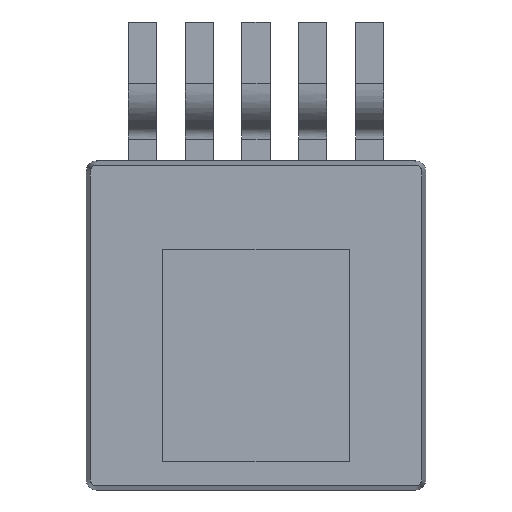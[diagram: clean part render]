
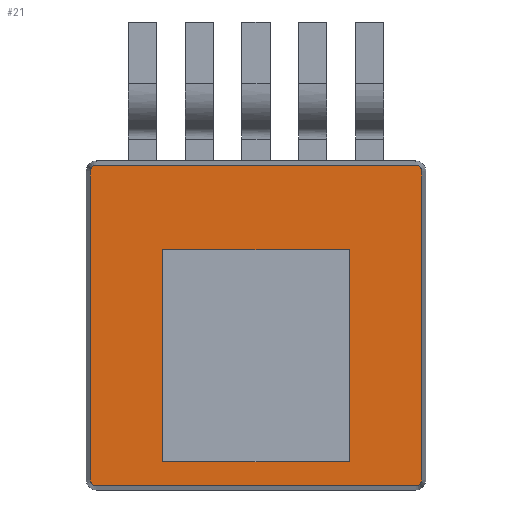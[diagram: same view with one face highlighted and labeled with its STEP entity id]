
A CAD part, front view. The second image highlights one B-rep face of the part: STEP entity #21.
In plain terms, the highlighted planar face has unit normal (0, -1, 0).
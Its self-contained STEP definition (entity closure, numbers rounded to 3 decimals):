
#21 = ADVANCED_FACE ( 'NONE', ( #1002, #1001 ), #949, .F. ) ;
#22 = EDGE_LOOP ( 'NONE', ( #23, #41, #33, #36 ) ) ;
#23 = ORIENTED_EDGE ( 'NONE', *, *, #38, .T. ) ;
#33 = ORIENTED_EDGE ( 'NONE', *, *, #34, .T. ) ;
#34 = EDGE_CURVE ( 'NONE', #43, #35, #928, .T. ) ;
#35 = VERTEX_POINT ( 'NONE', #924 ) ;
#36 = ORIENTED_EDGE ( 'NONE', *, *, #405, .T. ) ;
#38 = EDGE_CURVE ( 'NONE', #39, #40, #827, .T. ) ;
#39 = VERTEX_POINT ( 'NONE', #819 ) ;
#40 = VERTEX_POINT ( 'NONE', #818 ) ;
#41 = ORIENTED_EDGE ( 'NONE', *, *, #42, .T. ) ;
#42 = EDGE_CURVE ( 'NONE', #40, #43, #817, .T. ) ;
#43 = VERTEX_POINT ( 'NONE', #813 ) ;
#240 = VERTEX_POINT ( 'NONE', #1598 ) ;
#241 = EDGE_CURVE ( 'NONE', #240, #242, #1597, .T. ) ;
#242 = VERTEX_POINT ( 'NONE', #1593 ) ;
#243 = VERTEX_POINT ( 'NONE', #1592 ) ;
#244 = ORIENTED_EDGE ( 'NONE', *, *, #245, .T. ) ;
#245 = EDGE_CURVE ( 'NONE', #243, #246, #1591, .T. ) ;
#246 = VERTEX_POINT ( 'NONE', #1587 ) ;
#247 = ORIENTED_EDGE ( 'NONE', *, *, #248, .T. ) ;
#248 = EDGE_CURVE ( 'NONE', #246, #249, #1586, .T. ) ;
#249 = VERTEX_POINT ( 'NONE', #1555 ) ;
#269 = VERTEX_POINT ( 'NONE', #1859 ) ;
#270 = ORIENTED_EDGE ( 'NONE', *, *, #241, .T. ) ;
#281 = ORIENTED_EDGE ( 'NONE', *, *, #355, .T. ) ;
#352 = ORIENTED_EDGE ( 'NONE', *, *, #353, .T. ) ;
#353 = EDGE_CURVE ( 'NONE', #249, #397, #2060, .T. ) ;
#355 = EDGE_CURVE ( 'NONE', #397, #240, #1934, .T. ) ;
#356 = ORIENTED_EDGE ( 'NONE', *, *, #357, .T. ) ;
#357 = EDGE_CURVE ( 'NONE', #269, #408, #2042, .T. ) ;
#358 = ORIENTED_EDGE ( 'NONE', *, *, #409, .T. ) ;
#397 = VERTEX_POINT ( 'NONE', #1971 ) ;
#398 = EDGE_LOOP ( 'NONE', ( #281, #270, #406, #356, #358, #244, #247, #352 ) ) ;
#405 = EDGE_CURVE ( 'NONE', #35, #39, #2015, .T. ) ;
#406 = ORIENTED_EDGE ( 'NONE', *, *, #407, .T. ) ;
#407 = EDGE_CURVE ( 'NONE', #242, #269, #2171, .T. ) ;
#408 = VERTEX_POINT ( 'NONE', #2277 ) ;
#409 = EDGE_CURVE ( 'NONE', #408, #243, #2175, .T. ) ;
#813 = CARTESIAN_POINT ( 'NONE',  ( -2.795, 0., 2.265 ) ) ;
#814 = DIRECTION ( 'NONE',  ( 0., 0., 1. ) ) ;
#815 = VECTOR ( 'NONE', #814, 1000. ) ;
#816 = CARTESIAN_POINT ( 'NONE',  ( -2.795, 0., 2.265 ) ) ;
#817 = LINE ( 'NONE', #816, #815 ) ;
#818 = CARTESIAN_POINT ( 'NONE',  ( -2.795, 0., -4.085 ) ) ;
#819 = CARTESIAN_POINT ( 'NONE',  ( 2.795, 0., -4.085 ) ) ;
#820 = DIRECTION ( 'NONE',  ( -1., 0., 0. ) ) ;
#821 = VECTOR ( 'NONE', #820, 1000. ) ;
#822 = CARTESIAN_POINT ( 'NONE',  ( -2.795, 0., -4.085 ) ) ;
#827 = LINE ( 'NONE', #822, #821 ) ;
#924 = CARTESIAN_POINT ( 'NONE',  ( 2.795, 0., 2.265 ) ) ;
#925 = DIRECTION ( 'NONE',  ( 1., 0., 0. ) ) ;
#926 = VECTOR ( 'NONE', #925, 1000. ) ;
#927 = CARTESIAN_POINT ( 'NONE',  ( -2.795, 0., 2.265 ) ) ;
#928 = LINE ( 'NONE', #927, #926 ) ;
#945 = DIRECTION ( 'NONE',  ( 0., 0., 1. ) ) ;
#946 = DIRECTION ( 'NONE',  ( 0., 1., 0. ) ) ;
#947 = CARTESIAN_POINT ( 'NONE',  ( -4.78, 0., -4.625 ) ) ;
#948 = AXIS2_PLACEMENT_3D ( 'NONE', #947, #946, #945 ) ;
#949 = PLANE ( 'NONE',  #948 ) ;
#1001 = FACE_OUTER_BOUND ( 'NONE', #398, .T. ) ;
#1002 = FACE_BOUND ( 'NONE', #22, .T. ) ;
#1555 = CARTESIAN_POINT ( 'NONE',  ( 4.957, 0., -4.625 ) ) ;
#1582 = DIRECTION ( 'NONE',  ( 0., 0., 1. ) ) ;
#1583 = DIRECTION ( 'NONE',  ( 0., -1., 0. ) ) ;
#1584 = CARTESIAN_POINT ( 'NONE',  ( 4.78, 0., -4.625 ) ) ;
#1585 = AXIS2_PLACEMENT_3D ( 'NONE', #1584, #1583, #1582 ) ;
#1586 = CIRCLE ( 'NONE', #1585, 0.177 ) ;
#1587 = CARTESIAN_POINT ( 'NONE',  ( 4.78, 0., -4.802 ) ) ;
#1588 = DIRECTION ( 'NONE',  ( 1., 0., 0. ) ) ;
#1589 = VECTOR ( 'NONE', #1588, 1000. ) ;
#1590 = CARTESIAN_POINT ( 'NONE',  ( -4.78, 0., -4.802 ) ) ;
#1591 = LINE ( 'NONE', #1590, #1589 ) ;
#1592 = CARTESIAN_POINT ( 'NONE',  ( -4.78, 0., -4.802 ) ) ;
#1593 = CARTESIAN_POINT ( 'NONE',  ( -4.78, 0., 4.802 ) ) ;
#1594 = DIRECTION ( 'NONE',  ( -1., 0., 0. ) ) ;
#1595 = VECTOR ( 'NONE', #1594, 1000. ) ;
#1596 = CARTESIAN_POINT ( 'NONE',  ( -4.78, 0., 4.802 ) ) ;
#1597 = LINE ( 'NONE', #1596, #1595 ) ;
#1598 = CARTESIAN_POINT ( 'NONE',  ( 4.78, 0., 4.802 ) ) ;
#1859 = CARTESIAN_POINT ( 'NONE',  ( -4.957, 0., 4.625 ) ) ;
#1928 = CARTESIAN_POINT ( 'NONE',  ( 4.78, 0., 4.625 ) ) ;
#1929 = AXIS2_PLACEMENT_3D ( 'NONE', #1928, #2044, #2043 ) ;
#1934 = CIRCLE ( 'NONE', #1929, 0.177 ) ;
#1971 = CARTESIAN_POINT ( 'NONE',  ( 4.957, 0., 4.625 ) ) ;
#2012 = DIRECTION ( 'NONE',  ( 0., 0., -1. ) ) ;
#2013 = VECTOR ( 'NONE', #2012, 1000. ) ;
#2014 = CARTESIAN_POINT ( 'NONE',  ( 2.795, 0., 2.265 ) ) ;
#2015 = LINE ( 'NONE', #2014, #2013 ) ;
#2039 = DIRECTION ( 'NONE',  ( 0., 0., -1. ) ) ;
#2040 = VECTOR ( 'NONE', #2039, 1000. ) ;
#2041 = CARTESIAN_POINT ( 'NONE',  ( -4.957, 0., -4.625 ) ) ;
#2042 = LINE ( 'NONE', #2041, #2040 ) ;
#2043 = DIRECTION ( 'NONE',  ( 0., 0., 1. ) ) ;
#2044 = DIRECTION ( 'NONE',  ( 0., -1., 0. ) ) ;
#2057 = DIRECTION ( 'NONE',  ( 0., 0., 1. ) ) ;
#2058 = VECTOR ( 'NONE', #2057, 1000. ) ;
#2059 = CARTESIAN_POINT ( 'NONE',  ( 4.957, 0., -4.625 ) ) ;
#2060 = LINE ( 'NONE', #2059, #2058 ) ;
#2169 = DIRECTION ( 'NONE',  ( 0., -1., 0. ) ) ;
#2170 = CARTESIAN_POINT ( 'NONE',  ( -4.78, 0., 4.625 ) ) ;
#2171 = CIRCLE ( 'NONE', #2256, 0.177 ) ;
#2172 = DIRECTION ( 'NONE',  ( 0., -1., 0. ) ) ;
#2173 = CARTESIAN_POINT ( 'NONE',  ( -4.78, 0., -4.625 ) ) ;
#2174 = AXIS2_PLACEMENT_3D ( 'NONE', #2173, #2172, #2205 ) ;
#2175 = CIRCLE ( 'NONE', #2174, 0.177 ) ;
#2198 = DIRECTION ( 'NONE',  ( 0., 0., 1. ) ) ;
#2205 = DIRECTION ( 'NONE',  ( 0., 0., 1. ) ) ;
#2256 = AXIS2_PLACEMENT_3D ( 'NONE', #2170, #2169, #2198 ) ;
#2277 = CARTESIAN_POINT ( 'NONE',  ( -4.957, 0., -4.625 ) ) ;
